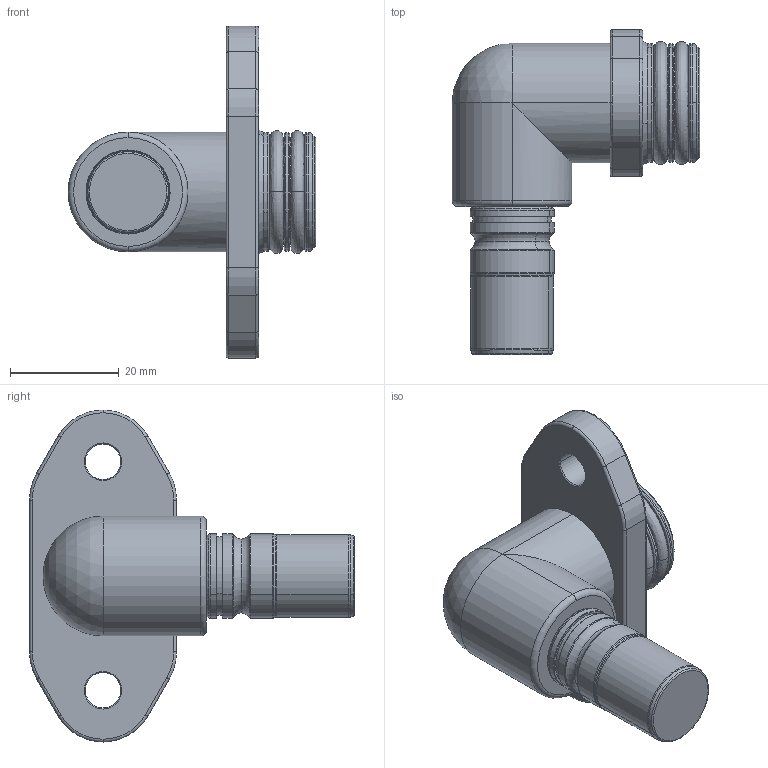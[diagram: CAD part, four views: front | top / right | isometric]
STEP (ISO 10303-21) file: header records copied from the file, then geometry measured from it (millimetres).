
FILE_DESCRIPTION (( 'STEP AP203' ), '1' );
FILE_NAME ('TPP 08P F4200-90.STEP', '2025-01-21T00:58:43', ( 'Windows 蚚誧' ), ( '' ), 'SwSTEP 2.0', 'SolidWorks 2023', '' );
FILE_SCHEMA (( 'CONFIG_CONTROL_DESIGN' ));
Length unit declared in the file: millimetre
Products named in the file (1): TPP 08P F4200-90
Bounding box: 45.5 x 59.7 x 61 mm (x, y, z)
Volume: 30369.6 mm3; surface area: 9133.7 mm2
Topology: 1 solids, 1 shells, 158 faces, 397 edges, 249 vertices
Faces by surface type: torus 58, cylinder 50, cone 20, plane 17, bspline 12, sphere 1
Entity records: 10358 total; most frequent: CARTESIAN_POINT 6397, DIRECTION 922, ORIENTED_EDGE 790, AXIS2_PLACEMENT_3D 417, EDGE_CURVE 395, CIRCLE 270, VERTEX_POINT 248, EDGE_LOOP 171
